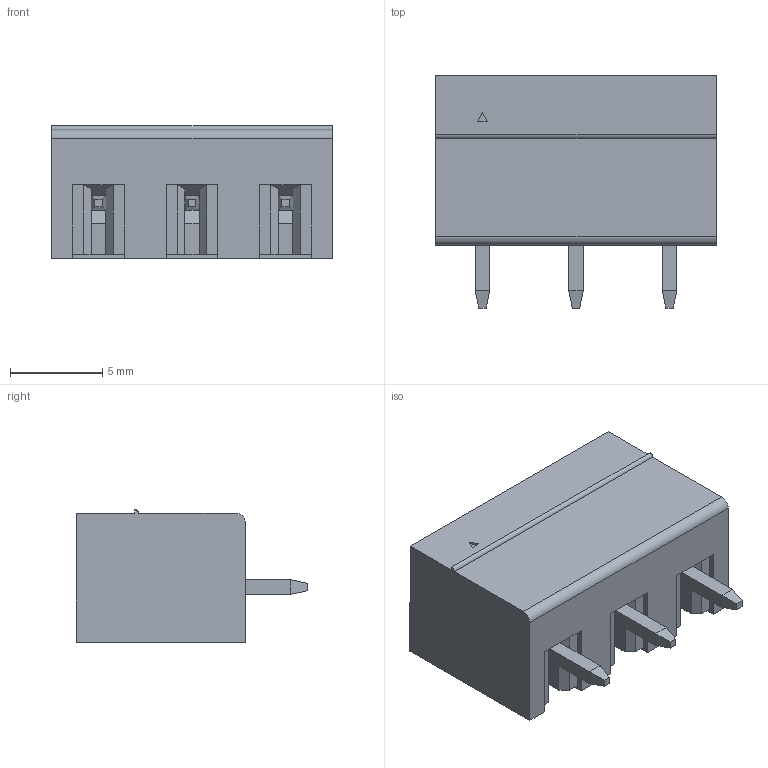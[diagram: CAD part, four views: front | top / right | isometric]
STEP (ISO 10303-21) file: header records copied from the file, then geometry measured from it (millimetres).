
FILE_DESCRIPTION (( 'STEP AP214' ), '1' );
FILE_NAME ('15EDGVC-5.08-03P-14-00AH.STEP', '2021-02-04T21:57:25', ( '' ), ( '' ), 'SwSTEP 2.0', 'SolidWorks 2020', '' );
FILE_SCHEMA (( 'AUTOMOTIVE_DESIGN' ));
Length unit declared in the file: millimetre
Products named in the file (1): 15EDGVC-5.08-03P-14-00AH
Bounding box: 15.24 x 12.6 x 7.2 mm (x, y, z)
Volume: 589.6 mm3; surface area: 1292.3 mm2
Topology: 1 solids, 1 shells, 526 faces, 1401 edges, 916 vertices
Faces by surface type: plane 357, bspline 149, cylinder 11, torus 6, cone 3
Entity records: 27449 total; most frequent: CARTESIAN_POINT 11659, ORIENTED_EDGE 2802, DIRECTION 1890, EDGE_CURVE 1401, LINE 1060, VECTOR 1060, VERTEX_POINT 916, EDGE_LOOP 565
